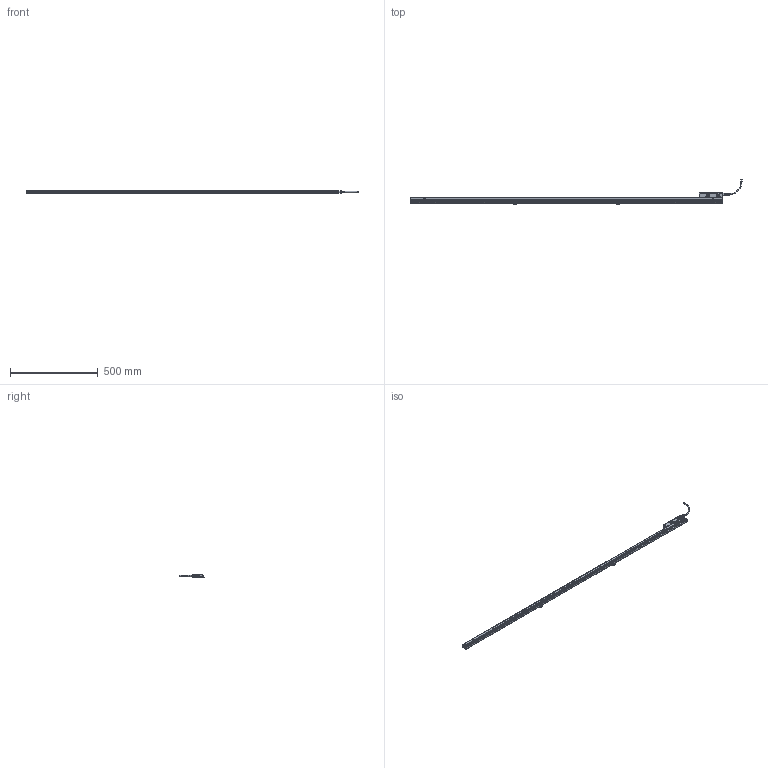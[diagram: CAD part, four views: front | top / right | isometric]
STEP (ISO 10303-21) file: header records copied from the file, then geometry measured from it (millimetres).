
FILE_DESCRIPTION(('CATIA V5 STEP'),'2;1');
FILE_NAME('SR27A-164-R.stp','2014-10-02T04:43:20+00:00',('none'),('none'),'CATIA Version 5 Release 19 SP 6 (IN-10)','CATIA V5 STEP AP214','none');
FILE_SCHEMA(('AUTOMOTIVE_DESIGN { 1 0 10303 214 1 1 1 1 }'));
Length unit declared in the file: millimetre
Products named in the file (1): SR27A-164-R
Bounding box: 1886.88 x 141.2 x 17.85 mm (x, y, z)
Volume: 825.8 mm3; surface area: 244173.2 mm2
Topology: 67 solids, 69 shells, 3336 faces, 8874 edges, 5691 vertices
Faces by surface type: plane 1731, cylinder 1227, cone 148, torus 132, bspline 72, sphere 26
Entity records: 99433 total; most frequent: CARTESIAN_POINT 24009, ORIENTED_EDGE 17664, DIRECTION 11906, EDGE_CURVE 8828, VERTEX_POINT 5691, VECTOR 5407, LINE 5407, AXIS2_PLACEMENT_3D 4623
